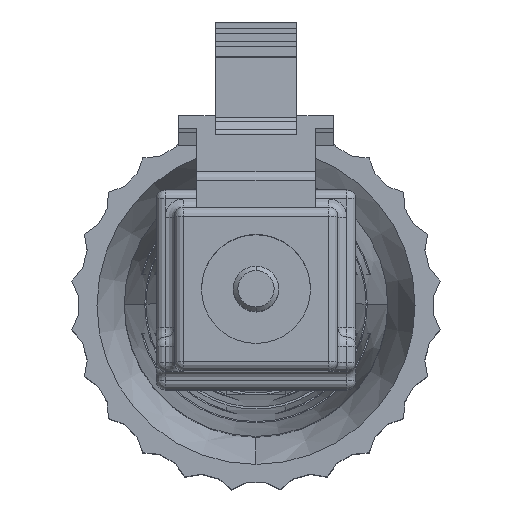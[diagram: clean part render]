
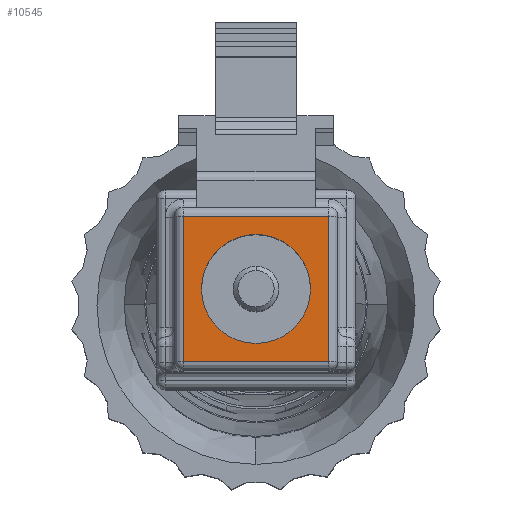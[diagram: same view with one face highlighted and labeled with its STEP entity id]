
A CAD part, top view. The second image highlights one B-rep face of the part: STEP entity #10545.
In plain terms, the highlighted face is planar.
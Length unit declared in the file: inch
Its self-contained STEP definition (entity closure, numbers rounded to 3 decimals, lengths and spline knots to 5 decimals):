
#395 = EDGE_CURVE ( 'NONE', #14498, #10626, #7571, .T. ) ;
#993 = CARTESIAN_POINT ( 'NONE',  ( -0.08, 0., -0.09 ) ) ;
#1193 = CARTESIAN_POINT ( 'NONE',  ( -0.09, 0., 0.08 ) ) ;
#1443 = CIRCLE ( 'NONE', #8257, 0.06 ) ;
#1563 = CARTESIAN_POINT ( 'NONE',  ( 0.09, 0., -0.08 ) ) ;
#1695 = CARTESIAN_POINT ( 'NONE',  ( 0.08, 0., 0.09 ) ) ;
#1711 = CARTESIAN_POINT ( 'NONE',  ( 0., 0., -0.06 ) ) ;
#1800 = EDGE_LOOP ( 'NONE', ( #12251, #12491, #2880, #6629 ) ) ;
#1928 = DIRECTION ( 'NONE',  ( 0., 0., -1. ) ) ;
#2054 = DIRECTION ( 'NONE',  ( 0., 0., -1. ) ) ;
#2090 = DIRECTION ( 'NONE',  ( 0., -1., 0. ) ) ;
#2240 = CARTESIAN_POINT ( 'NONE',  ( 0., 0., 0. ) ) ;
#2515 = VERTEX_POINT ( 'NONE', #5489 ) ;
#2585 = VECTOR ( 'NONE', #6836, 39.37008 ) ;
#2586 = DIRECTION ( 'NONE',  ( 1., 0., 0. ) ) ;
#2880 = ORIENTED_EDGE ( 'NONE', *, *, #12655, .T. ) ;
#3450 = VECTOR ( 'NONE', #8308, 39.37008 ) ;
#3981 = EDGE_LOOP ( 'NONE', ( #10716, #4649 ) ) ;
#4649 = ORIENTED_EDGE ( 'NONE', *, *, #11524, .F. ) ;
#5489 = CARTESIAN_POINT ( 'NONE',  ( 0., 0., 0.06 ) ) ;
#5509 = CARTESIAN_POINT ( 'NONE',  ( 0.08, 0., -0.08 ) ) ;
#5529 = CIRCLE ( 'NONE', #11402, 0.06 ) ;
#6134 = VECTOR ( 'NONE', #2586, 39.37008 ) ;
#6438 = CARTESIAN_POINT ( 'NONE',  ( 0.08, 0., 0.08 ) ) ;
#6566 = LINE ( 'NONE', #993, #13277 ) ;
#6629 = ORIENTED_EDGE ( 'NONE', *, *, #395, .T. ) ;
#6836 = DIRECTION ( 'NONE',  ( -1., 0., 0. ) ) ;
#6905 = LINE ( 'NONE', #1193, #2585 ) ;
#7571 = LINE ( 'NONE', #1563, #6134 ) ;
#7957 = CARTESIAN_POINT ( 'NONE',  ( -0.08, 0., -0.08 ) ) ;
#8257 = AXIS2_PLACEMENT_3D ( 'NONE', #2240, #2090, #13572 ) ;
#8308 = DIRECTION ( 'NONE',  ( 0., 0., 1. ) ) ;
#8616 = DIRECTION ( 'NONE',  ( 0., -1., 0. ) ) ;
#8630 = CARTESIAN_POINT ( 'NONE',  ( 0., 0., 0. ) ) ;
#8846 = DIRECTION ( 'NONE',  ( 0., -1., 0. ) ) ;
#9429 = VERTEX_POINT ( 'NONE', #14480 ) ;
#10252 = EDGE_CURVE ( 'NONE', #13841, #9429, #6905, .T. ) ;
#10545 = ADVANCED_FACE ( 'Face3', ( #14211, #12151 ), #13036, .T. ) ;
#10626 = VERTEX_POINT ( 'NONE', #5509 ) ;
#10668 = LINE ( 'NONE', #1695, #3450 ) ;
#10716 = ORIENTED_EDGE ( 'NONE', *, *, #12910, .F. ) ;
#10831 = AXIS2_PLACEMENT_3D ( 'NONE', #12078, #8616, #2054 ) ;
#11402 = AXIS2_PLACEMENT_3D ( 'NONE', #8630, #8846, #1928 ) ;
#11524 = EDGE_CURVE ( 'NONE', #2515, #14183, #1443, .T. ) ;
#12078 = CARTESIAN_POINT ( 'NONE',  ( 0.09, 0., 0.09 ) ) ;
#12151 = FACE_BOUND ( 'NONE', #3981, .T. ) ;
#12251 = ORIENTED_EDGE ( 'NONE', *, *, #14510, .T. ) ;
#12256 = DIRECTION ( 'NONE',  ( 0., 0., -1. ) ) ;
#12491 = ORIENTED_EDGE ( 'NONE', *, *, #10252, .T. ) ;
#12655 = EDGE_CURVE ( 'NONE', #9429, #14498, #6566, .T. ) ;
#12910 = EDGE_CURVE ( 'NONE', #14183, #2515, #5529, .T. ) ;
#13036 = PLANE ( 'NONE',  #10831 ) ;
#13277 = VECTOR ( 'NONE', #12256, 39.37008 ) ;
#13572 = DIRECTION ( 'NONE',  ( 0., 0., -1. ) ) ;
#13841 = VERTEX_POINT ( 'NONE', #6438 ) ;
#14183 = VERTEX_POINT ( 'NONE', #1711 ) ;
#14211 = FACE_OUTER_BOUND ( 'NONE', #1800, .T. ) ;
#14480 = CARTESIAN_POINT ( 'NONE',  ( -0.08, 0., 0.08 ) ) ;
#14498 = VERTEX_POINT ( 'NONE', #7957 ) ;
#14510 = EDGE_CURVE ( 'NONE', #10626, #13841, #10668, .T. ) ;
